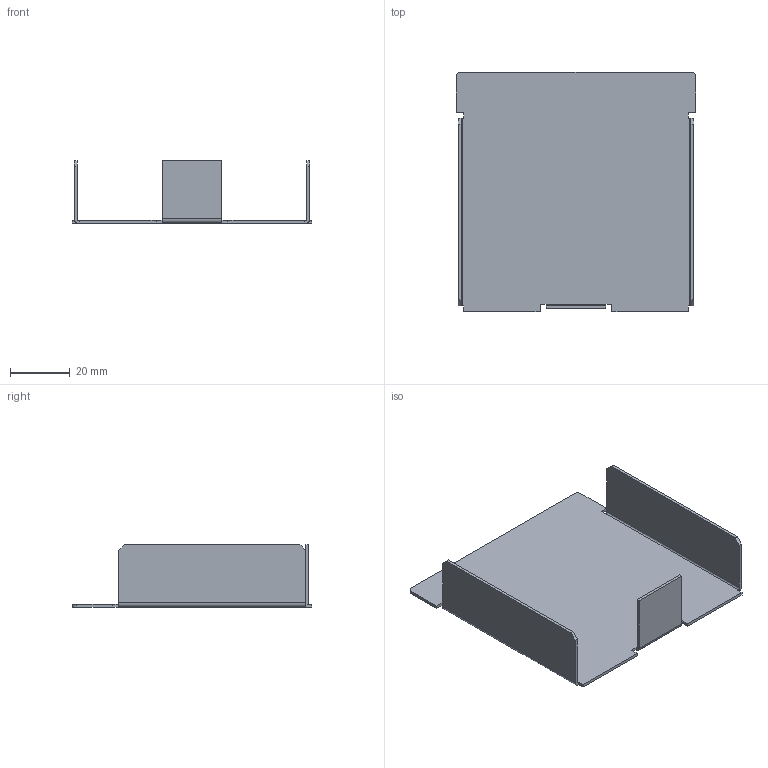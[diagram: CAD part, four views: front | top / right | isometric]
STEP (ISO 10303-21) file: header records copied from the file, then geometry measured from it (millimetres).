
FILE_DESCRIPTION (( 'STEP AP214' ), '1' );
FILE_NAME ('6248454.stp', '2016-10-05T12:41:26', ( '' ), ( '' ), 'SwSTEP 2.0', 'SolidWorks 2014', '' );
FILE_SCHEMA (( 'AUTOMOTIVE_DESIGN' ));
Length unit declared in the file: millimetre
Products named in the file (1): 6248454
Bounding box: 80 x 80 x 21 mm (x, y, z)
Volume: 9085.1 mm3; surface area: 18616.6 mm2
Topology: 1 solids, 1 shells, 44 faces, 122 edges, 80 vertices
Faces by surface type: plane 36, cylinder 8
Entity records: 1908 total; most frequent: CARTESIAN_POINT 247, ORIENTED_EDGE 244, DIRECTION 228, EDGE_CURVE 122, VECTOR 106, LINE 106, VERTEX_POINT 80, AXIS2_PLACEMENT_3D 61
